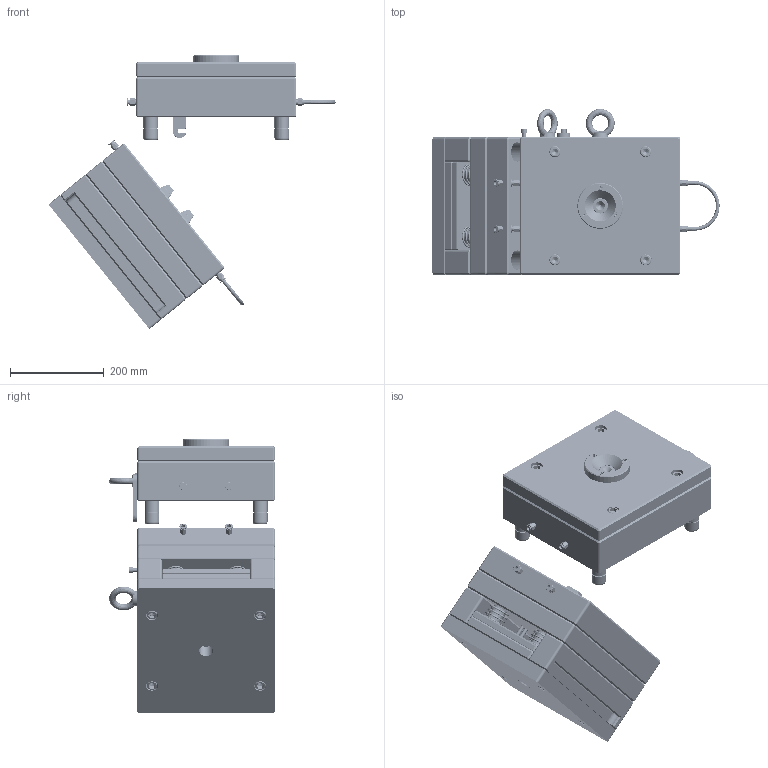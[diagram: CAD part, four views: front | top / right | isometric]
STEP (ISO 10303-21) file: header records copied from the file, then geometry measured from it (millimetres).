
FILE_DESCRIPTION(('FreeCAD Model'),'2;1');
FILE_NAME('Open CASCADE Shape Model','2025-05-09T05:16:51',('FreeCAD'),( 'FreeCAD'),'Open CASCADE STEP processor 7.6','FreeCAD','Unknown');
FILE_SCHEMA(('AUTOMOTIVE_DESIGN { 1 0 10303 214 1 1 1 1 }'));
Products named in the file (1): Open CASCADE STEP translator 7.6 1
Bounding box: 612.32 x 353.4 x 584.65 mm (x, y, z)
Volume: 29584861.9 mm3; surface area: 2777084.2 mm2
Topology: 111 solids, 111 shells, 5632 faces, 13886 edges, 8691 vertices
Faces by surface type: bspline 5632
Entity records: 195875 total; most frequent: CARTESIAN_POINT 117998, ORIENTED_EDGE 27554, EDGE_CURVE 13777, VERTEX_POINT 8690, B_SPLINE_CURVE_WITH_KNOTS 7414, FACE_BOUND 6295, EDGE_LOOP 6295, ADVANCED_FACE 5632
